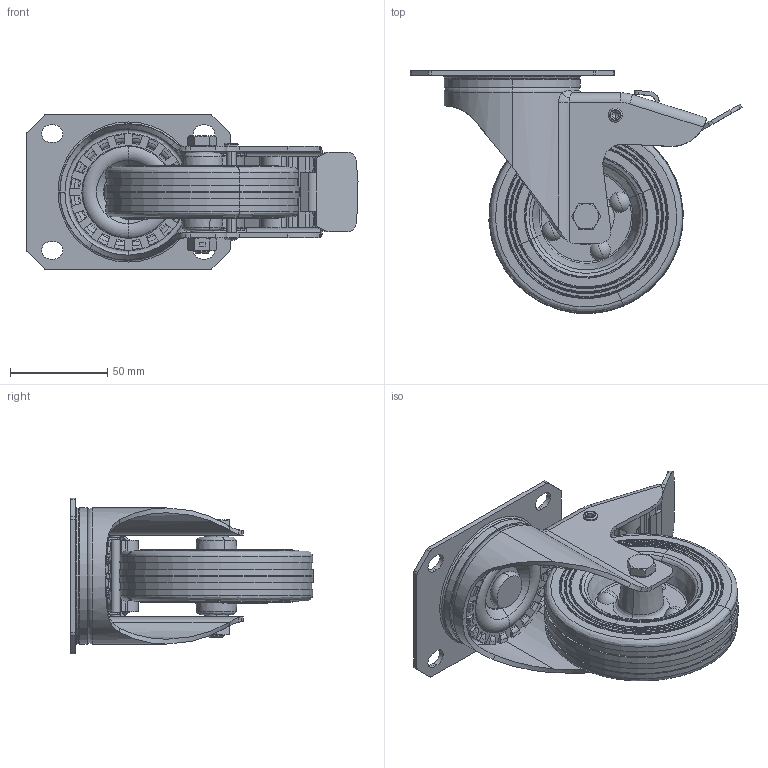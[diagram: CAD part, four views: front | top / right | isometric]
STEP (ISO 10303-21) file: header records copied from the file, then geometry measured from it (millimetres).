
FILE_DESCRIPTION (( 'STEP AP214' ), '1' );
FILE_NAME ('0055966.step', '2023-10-16T07:14:14', ( '' ), ( '' ), 'SwSTEP 2.0', 'SolidWorks 2020', '' );
FILE_SCHEMA (( 'AUTOMOTIVE_DESIGN' ));
Length unit declared in the file: millimetre
Products named in the file (1): 0055966
Bounding box: 170.63 x 124.94 x 80 mm (x, y, z)
Volume: 235710.3 mm3; surface area: 125937.5 mm2
Topology: 23 solids, 23 shells, 1289 faces, 3166 edges, 1935 vertices
Faces by surface type: plane 397, cylinder 306, bspline 210, torus 189, cone 185, sphere 2
Entity records: 64707 total; most frequent: CARTESIAN_POINT 21458, ORIENTED_EDGE 6286, DIRECTION 5626, EDGE_CURVE 3143, AXIS2_PLACEMENT_3D 2232, VERTEX_POINT 1935, EDGE_LOOP 1386, UNCERTAINTY_MEASURE_WITH_UNIT 1314
